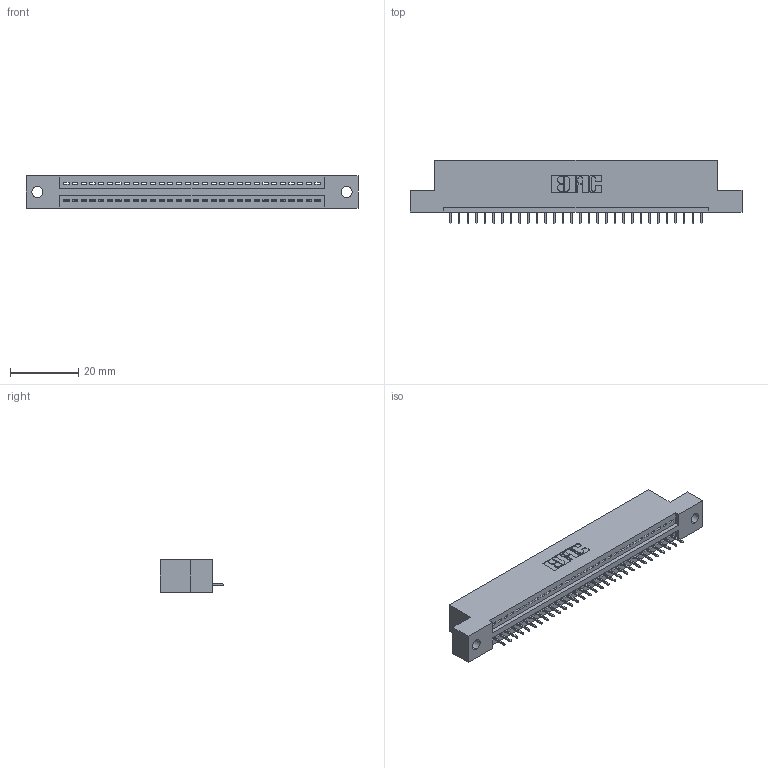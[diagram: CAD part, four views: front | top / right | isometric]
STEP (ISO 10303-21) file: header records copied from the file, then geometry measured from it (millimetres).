
FILE_DESCRIPTION (( 'STEP AP203' ), '1' );
FILE_NAME ('845-030-525-102.STEP', '2020-09-22T23:59:57', ( '' ), ( '' ), 'SwSTEP 2.0', 'SolidWorks 2020', '' );
FILE_SCHEMA (( 'CONFIG_CONTROL_DESIGN' ));
Length unit declared in the file: inch
Products named in the file (3): 845-030-525-102; 845 Part_Flush Mounting Lugs - 0.128 Dia; 345-292-001_345-293-125
Assembly tree (31 placements, depth 2):
  845-030-525-102
    845 Part_Flush Mounting Lugs - 0.128 Dia
    345-292-001_345-293-125  x30
Bounding box: 97.41 x 18.72 x 9.4 mm (x, y, z)
Volume: 8994.5 mm3; surface area: 11109.9 mm2
Topology: 31 solids, 31 shells, 1986 faces, 5741 edges, 3706 vertices
Faces by surface type: plane 1460, cylinder 526
Entity records: 24271 total; most frequent: CARTESIAN_POINT 4210, ORIENTED_EDGE 4174, DIRECTION 3695, EDGE_CURVE 2087, LINE 1839, VECTOR 1839, VERTEX_POINT 1386, AXIS2_PLACEMENT_3D 928
